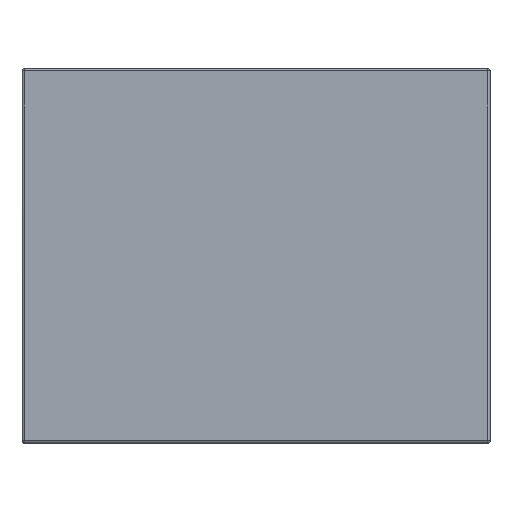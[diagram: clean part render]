
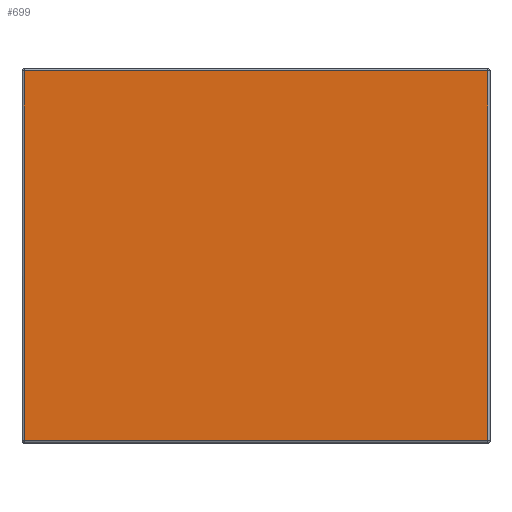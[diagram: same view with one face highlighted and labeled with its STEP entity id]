
A CAD part, top view. The second image highlights one B-rep face of the part: STEP entity #699.
In plain terms, the highlighted planar face has unit normal (0, 0, 1).
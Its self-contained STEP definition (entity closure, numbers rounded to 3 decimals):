
#84=FACE_OUTER_BOUND('',#130,.T.);
#130=EDGE_LOOP('',(#440,#441,#442,#443));
#176=LINE('',#1033,#232);
#177=LINE('',#1035,#233);
#178=LINE('',#1037,#234);
#179=LINE('',#1038,#235);
#232=VECTOR('',#835,1000.);
#233=VECTOR('',#836,1000.);
#234=VECTOR('',#837,1000.);
#235=VECTOR('',#838,1000.);
#288=VERTEX_POINT('',#1031);
#289=VERTEX_POINT('',#1032);
#290=VERTEX_POINT('',#1034);
#291=VERTEX_POINT('',#1036);
#344=EDGE_CURVE('',#288,#289,#176,.T.);
#345=EDGE_CURVE('',#289,#290,#177,.T.);
#346=EDGE_CURVE('',#290,#291,#178,.T.);
#347=EDGE_CURVE('',#291,#288,#179,.T.);
#440=ORIENTED_EDGE('',*,*,#344,.T.);
#441=ORIENTED_EDGE('',*,*,#345,.T.);
#442=ORIENTED_EDGE('',*,*,#346,.T.);
#443=ORIENTED_EDGE('',*,*,#347,.T.);
#632=PLANE('',#761);
#699=ADVANCED_FACE('',(#84),#632,.T.);
#761=AXIS2_PLACEMENT_3D('',#1030,#833,#834);
#833=DIRECTION('center_axis',(0.,0.,1.));
#834=DIRECTION('ref_axis',(1.,0.,0.));
#835=DIRECTION('',(-1.,0.,0.));
#836=DIRECTION('',(0.,-1.,0.));
#837=DIRECTION('',(1.,0.,0.));
#838=DIRECTION('',(0.,1.,0.));
#1030=CARTESIAN_POINT('Origin',(0.,0.,0.979));
#1031=CARTESIAN_POINT('',(0.99,0.79,0.979));
#1032=CARTESIAN_POINT('',(-0.99,0.79,0.979));
#1033=CARTESIAN_POINT('',(-1.,0.79,0.979));
#1034=CARTESIAN_POINT('',(-0.99,-0.79,0.979));
#1035=CARTESIAN_POINT('',(-0.99,-0.8,0.979));
#1036=CARTESIAN_POINT('',(0.99,-0.79,0.979));
#1037=CARTESIAN_POINT('',(1.,-0.79,0.979));
#1038=CARTESIAN_POINT('',(0.99,0.8,0.979));
